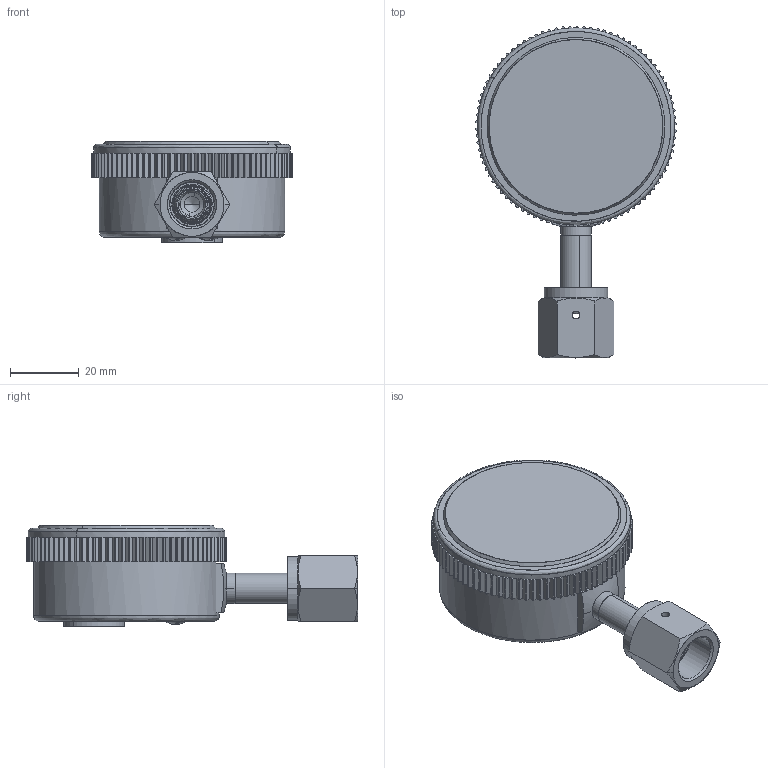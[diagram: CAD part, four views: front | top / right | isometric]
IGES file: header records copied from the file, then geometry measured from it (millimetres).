
Start section: SolidWorks IGES file using analytic representation for surfaces
Global section: file name: S122-VSF.IGS; native system: SolidWorks 2019; preprocessor: SolidWorks 2019; author: cfehr; date: 190726.101040; units: inch
Bounding box: 58.28 x 96.38 x 29.59 mm (x, y, z)
Surface area: 28671.4 mm2 (no closed solid volume)
Topology: 0 solids, 0 shells, 853 faces, 8747 edges, 8747 vertices
Faces by surface type: bspline 487, revolution 366
